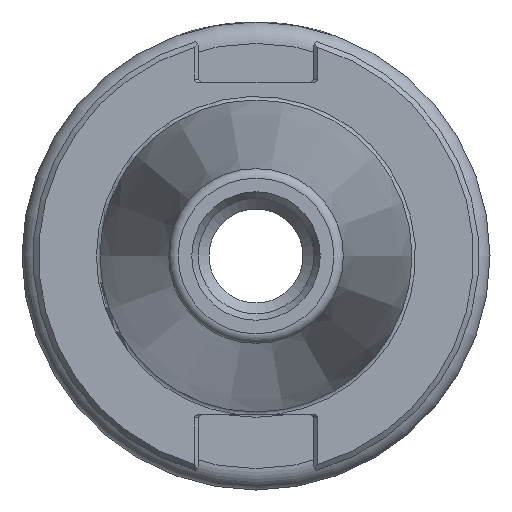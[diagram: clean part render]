
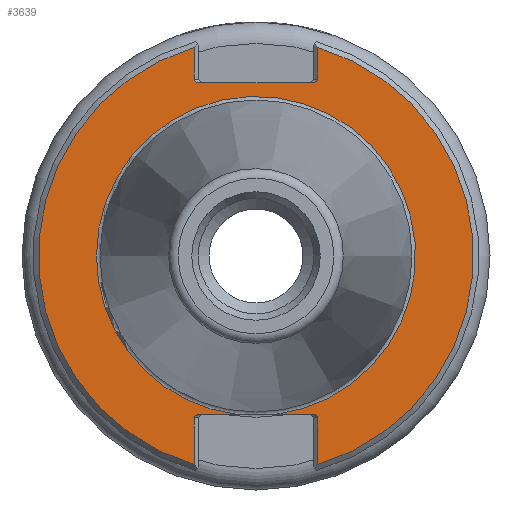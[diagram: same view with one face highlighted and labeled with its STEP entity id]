
A CAD part, left-side view. The second image highlights one B-rep face of the part: STEP entity #3639.
In plain terms, the highlighted planar face has unit normal (-1, 0, 0).
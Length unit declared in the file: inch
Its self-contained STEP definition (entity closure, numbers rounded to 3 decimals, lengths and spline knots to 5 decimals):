
#2697=CARTESIAN_POINT('',(0.125,0.345,0.992));
#2698=VERTEX_POINT('',#2697);
#2705=CARTESIAN_POINT('',(0.125,0.31672,0.972));
#2706=VERTEX_POINT('',#2705);
#2707=CARTESIAN_POINT('',(0.125,0.31672,0.992));
#2708=DIRECTION('',(-1.0,0.0,0.0));
#2709=DIRECTION('',(0.0,1.0,0.0));
#2710=AXIS2_PLACEMENT_3D('',#2707,#2708,#2709);
#2711=ELLIPSE('',#2710,0.02828,0.02);
#2712=EDGE_CURVE('',#2698,#2706,#2711,.T.);
#2797=CARTESIAN_POINT('',(0.125,0.345,1.1702));
#2798=VERTEX_POINT('',#2797);
#2805=CARTESIAN_POINT('',(0.125,0.345,1.1702));
#2806=DIRECTION('',(0.0,0.0,-1.0));
#2807=VECTOR('',#2806,0.1782);
#2808=LINE('',#2805,#2807);
#2809=EDGE_CURVE('',#2798,#2698,#2808,.T.);
#2909=CARTESIAN_POINT('',(0.125,-0.31672,0.972));
#2910=VERTEX_POINT('',#2909);
#2917=CARTESIAN_POINT('',(0.125,-0.345,0.992));
#2918=VERTEX_POINT('',#2917);
#2919=CARTESIAN_POINT('',(0.125,-0.31672,0.992));
#2920=DIRECTION('',(-1.0,0.0,0.0));
#2921=DIRECTION('',(0.0,-1.0,0.0));
#2922=AXIS2_PLACEMENT_3D('',#2919,#2920,#2921);
#2923=ELLIPSE('',#2922,0.02828,0.02);
#2924=EDGE_CURVE('',#2910,#2918,#2923,.T.);
#2974=CARTESIAN_POINT('',(0.125,-0.345,1.1702));
#2975=VERTEX_POINT('',#2974);
#2976=CARTESIAN_POINT('',(0.125,-0.345,0.992));
#2977=DIRECTION('',(0.0,0.0,1.0));
#2978=VECTOR('',#2977,0.1782);
#2979=LINE('',#2976,#2978);
#2980=EDGE_CURVE('',#2918,#2975,#2979,.T.);
#2998=CARTESIAN_POINT('',(0.125,-0.345,-0.908));
#2999=VERTEX_POINT('',#2998);
#3000=CARTESIAN_POINT('',(0.125,-0.31672,-0.888));
#3001=VERTEX_POINT('',#3000);
#3002=CARTESIAN_POINT('',(0.125,-0.31672,-0.908));
#3003=DIRECTION('',(-1.0,0.0,0.0));
#3004=DIRECTION('',(0.0,-1.0,0.0));
#3005=AXIS2_PLACEMENT_3D('',#3002,#3003,#3004);
#3006=ELLIPSE('',#3005,0.02828,0.02);
#3007=EDGE_CURVE('',#2999,#3001,#3006,.T.);
#3105=CARTESIAN_POINT('',(0.125,-0.345,-1.1702));
#3106=VERTEX_POINT('',#3105);
#3113=CARTESIAN_POINT('',(0.125,-0.345,-1.1702));
#3114=DIRECTION('',(0.0,0.0,1.0));
#3115=VECTOR('',#3114,0.2622);
#3116=LINE('',#3113,#3115);
#3117=EDGE_CURVE('',#3106,#2999,#3116,.T.);
#3217=CARTESIAN_POINT('',(0.125,0.31672,-0.888));
#3218=VERTEX_POINT('',#3217);
#3225=CARTESIAN_POINT('',(0.125,0.345,-0.908));
#3226=VERTEX_POINT('',#3225);
#3227=CARTESIAN_POINT('',(0.125,0.31672,-0.908));
#3228=DIRECTION('',(-1.0,0.0,0.0));
#3229=DIRECTION('',(0.0,1.0,0.0));
#3230=AXIS2_PLACEMENT_3D('',#3227,#3228,#3229);
#3231=ELLIPSE('',#3230,0.02828,0.02);
#3232=EDGE_CURVE('',#3218,#3226,#3231,.T.);
#3282=CARTESIAN_POINT('',(0.125,0.345,-1.1702));
#3283=VERTEX_POINT('',#3282);
#3284=CARTESIAN_POINT('',(0.125,0.345,-0.908));
#3285=DIRECTION('',(0.0,0.0,-1.0));
#3286=VECTOR('',#3285,0.2622);
#3287=LINE('',#3284,#3286);
#3288=EDGE_CURVE('',#3226,#3283,#3287,.T.);
#3355=CARTESIAN_POINT('',(0.125,0.31672,0.972));
#3356=DIRECTION('',(0.0,-1.0,0.0));
#3357=VECTOR('',#3356,0.63343);
#3358=LINE('',#3355,#3357);
#3359=EDGE_CURVE('',#2706,#2910,#3358,.T.);
#3557=CARTESIAN_POINT('',(0.125,-0.11172,-0.888));
#3558=VERTEX_POINT('',#3557);
#3559=CARTESIAN_POINT('',(0.125,0.11172,-0.888));
#3560=VERTEX_POINT('',#3559);
#3575=CARTESIAN_POINT('',(0.125,0.,0.0));
#3576=DIRECTION('',(-1.0,0.0,0.0));
#3577=DIRECTION('',(0.0,-1.0,0.0));
#3578=AXIS2_PLACEMENT_3D('',#3575,#3576,#3577);
#3579=CIRCLE('',#3578,0.895);
#3580=EDGE_CURVE('',#3558,#3560,#3579,.T.);
#3596=CARTESIAN_POINT('',(0.125,1.0625,0.0));
#3597=DIRECTION('',(-1.0,0.0,0.0));
#3598=DIRECTION('',(0.0,0.0,1.0));
#3599=AXIS2_PLACEMENT_3D('',#3596,#3597,#3598);
#3600=PLANE('',#3599);
#3601=ORIENTED_EDGE('',*,*,#3580,.F.);
#3602=CARTESIAN_POINT('',(0.125,-0.31672,-0.888));
#3603=DIRECTION('',(0.0,1.0,0.0));
#3604=VECTOR('',#3603,0.205);
#3605=LINE('',#3602,#3604);
#3606=EDGE_CURVE('',#3001,#3558,#3605,.T.);
#3607=ORIENTED_EDGE('',*,*,#3606,.F.);
#3608=ORIENTED_EDGE('',*,*,#3007,.F.);
#3609=ORIENTED_EDGE('',*,*,#3117,.F.);
#3610=CARTESIAN_POINT('',(0.125,0.,0.0));
#3611=DIRECTION('',(1.0,0.0,0.0));
#3612=DIRECTION('',(0.0,-1.0,0.0));
#3613=AXIS2_PLACEMENT_3D('',#3610,#3611,#3612);
#3614=CIRCLE('',#3613,1.22);
#3615=EDGE_CURVE('',#2975,#3106,#3614,.T.);
#3616=ORIENTED_EDGE('',*,*,#3615,.F.);
#3617=ORIENTED_EDGE('',*,*,#2980,.F.);
#3618=ORIENTED_EDGE('',*,*,#2924,.F.);
#3619=ORIENTED_EDGE('',*,*,#3359,.F.);
#3620=ORIENTED_EDGE('',*,*,#2712,.F.);
#3621=ORIENTED_EDGE('',*,*,#2809,.F.);
#3622=CARTESIAN_POINT('',(0.125,0.,0.0));
#3623=DIRECTION('',(1.0,0.0,0.0));
#3624=DIRECTION('',(0.0,1.0,0.0));
#3625=AXIS2_PLACEMENT_3D('',#3622,#3623,#3624);
#3626=CIRCLE('',#3625,1.22);
#3627=EDGE_CURVE('',#3283,#2798,#3626,.T.);
#3628=ORIENTED_EDGE('',*,*,#3627,.F.);
#3629=ORIENTED_EDGE('',*,*,#3288,.F.);
#3630=ORIENTED_EDGE('',*,*,#3232,.F.);
#3631=CARTESIAN_POINT('',(0.125,0.11172,-0.888));
#3632=DIRECTION('',(0.0,1.0,0.0));
#3633=VECTOR('',#3632,0.205);
#3634=LINE('',#3631,#3633);
#3635=EDGE_CURVE('',#3560,#3218,#3634,.T.);
#3636=ORIENTED_EDGE('',*,*,#3635,.F.);
#3637=EDGE_LOOP('',(#3601,#3607,#3608,#3609,#3616,#3617,#3618,#3619,#3620,#3621,#3628,#3629,#3630,#3636));
#3638=FACE_OUTER_BOUND('',#3637,.T.);
#3639=ADVANCED_FACE('',(#3638),#3600,.T.);
